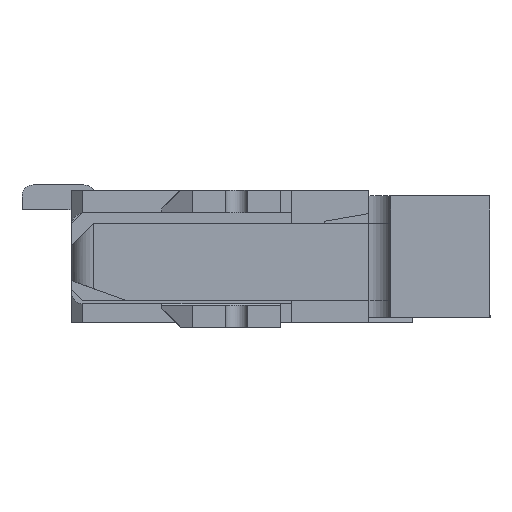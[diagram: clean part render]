
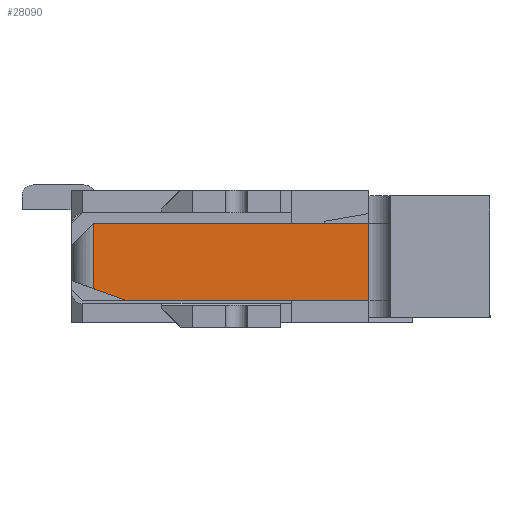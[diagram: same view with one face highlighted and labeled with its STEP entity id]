
A CAD part, left-side view. The second image highlights one B-rep face of the part: STEP entity #28090.
In plain terms, the highlighted planar face has unit normal (-1, 0, 0).
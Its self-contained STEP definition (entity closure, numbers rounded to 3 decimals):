
#8407=ORIENTED_EDGE('',*,*,#12920,.F.);
#8408=ORIENTED_EDGE('',*,*,#12930,.T.);
#8409=ORIENTED_EDGE('',*,*,#12931,.T.);
#8410=ORIENTED_EDGE('',*,*,#12929,.T.);
#8411=ORIENTED_EDGE('',*,*,#12932,.T.);
#12920=EDGE_CURVE('',#15740,#15741,#19354,.T.);
#12929=EDGE_CURVE('',#15744,#15746,#19361,.T.);
#12930=EDGE_CURVE('',#15740,#15747,#19362,.F.);
#12931=EDGE_CURVE('',#15747,#15744,#19363,.T.);
#12932=EDGE_CURVE('',#15746,#15741,#19364,.T.);
#15740=VERTEX_POINT('',#44736);
#15741=VERTEX_POINT('',#44738);
#15744=VERTEX_POINT('',#44749);
#15746=VERTEX_POINT('',#44753);
#15747=VERTEX_POINT('',#44757);
#19354=LINE('',#44737,#23011);
#19361=LINE('',#44754,#23018);
#19362=LINE('',#44756,#23019);
#19363=LINE('',#44758,#23020);
#19364=LINE('',#44759,#23021);
#23011=VECTOR('',#36543,1000.);
#23018=VECTOR('',#36558,1000.);
#23019=VECTOR('',#36561,1000.);
#23020=VECTOR('',#36562,1000.);
#23021=VECTOR('',#36563,1000.);
#24442=EDGE_LOOP('',(#8407,#8408,#8409,#8410,#8411));
#25737=FACE_BOUND('',#24442,.T.);
#26844=PLANE('',#29827);
#28090=ADVANCED_FACE('',(#25737),#26844,.F.);
#29827=AXIS2_PLACEMENT_3D('',#44755,#36559,#36560);
#36543=DIRECTION('',(0.,1.,0.));
#36558=DIRECTION('',(0.,1.,0.));
#36559=DIRECTION('',(1.,0.,0.));
#36560=DIRECTION('',(0.,0.,-1.));
#36561=DIRECTION('',(0.,0.,-1.));
#36562=DIRECTION('',(0.,0.94,0.342));
#36563=DIRECTION('',(0.,0.,-1.));
#44736=CARTESIAN_POINT('',(-12.15,-3.15,-0.3));
#44737=CARTESIAN_POINT('',(-12.15,-3.35,-0.3));
#44738=CARTESIAN_POINT('',(-12.15,-0.65,-0.3));
#44749=CARTESIAN_POINT('',(-12.15,-2.85,0.4));
#44753=CARTESIAN_POINT('',(-12.15,-0.65,0.4));
#44754=CARTESIAN_POINT('',(-12.15,-3.35,0.4));
#44755=CARTESIAN_POINT('',(-12.15,-3.35,0.4));
#44756=CARTESIAN_POINT('',(-12.15,-3.15,0.218));
#44757=CARTESIAN_POINT('',(-12.15,-3.15,0.291));
#44758=CARTESIAN_POINT('',(-12.15,-3.35,0.218));
#44759=CARTESIAN_POINT('',(-12.15,-0.65,0.4));
